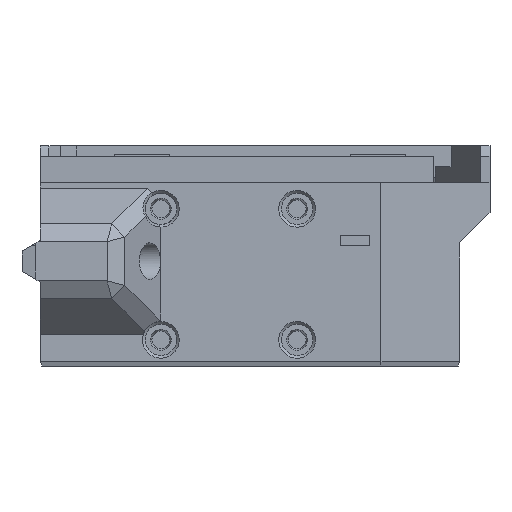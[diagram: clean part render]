
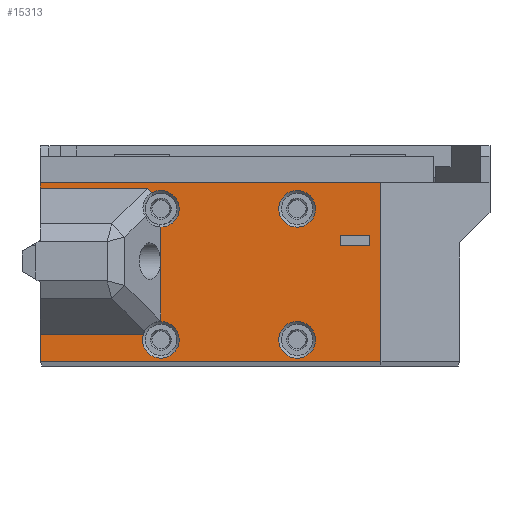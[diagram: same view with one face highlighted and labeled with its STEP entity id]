
A CAD part, front view. The second image highlights one B-rep face of the part: STEP entity #15313.
In plain terms, the highlighted planar face has unit normal (0, -1, 0).
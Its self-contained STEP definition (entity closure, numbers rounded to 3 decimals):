
#279=FACE_BOUND('',#2135,.T.);
#280=FACE_BOUND('',#2136,.T.);
#281=FACE_BOUND('',#2137,.T.);
#571=CIRCLE('',#16242,3.5);
#572=CIRCLE('',#16248,3.5);
#573=CIRCLE('',#16252,3.5);
#574=CIRCLE('',#16254,3.5);
#575=CIRCLE('',#16255,3.5);
#1246=FACE_OUTER_BOUND('',#2134,.T.);
#2134=EDGE_LOOP('',(#12425,#12426,#12427,#12428,#12429,#12430,#12431,#12432,
#12433,#12434,#12435,#12436,#12437,#12438));
#2135=EDGE_LOOP('',(#12439));
#2136=EDGE_LOOP('',(#12440,#12441,#12442,#12443));
#2137=EDGE_LOOP('',(#12444));
#2695=LINE('',#21494,#4481);
#3414=LINE('',#23645,#5200);
#3417=LINE('',#23650,#5203);
#3419=LINE('',#23654,#5205);
#3421=LINE('',#23657,#5207);
#3423=LINE('',#23664,#5209);
#3427=LINE('',#23669,#5213);
#3428=LINE('',#23671,#5214);
#3430=LINE('',#23688,#5216);
#3592=LINE('',#24057,#5378);
#3720=LINE('',#24510,#5506);
#3751=LINE('',#24627,#5537);
#3752=LINE('',#24629,#5538);
#3753=LINE('',#24630,#5539);
#3754=LINE('',#24631,#5540);
#4481=VECTOR('',#17175,10.);
#5200=VECTOR('',#18960,10.);
#5203=VECTOR('',#18965,10.);
#5205=VECTOR('',#18969,10.);
#5207=VECTOR('',#18973,10.);
#5209=VECTOR('',#18981,10.);
#5213=VECTOR('',#18987,10.);
#5214=VECTOR('',#18988,10.);
#5216=VECTOR('',#19002,10.);
#5378=VECTOR('',#19318,10.);
#5506=VECTOR('',#19594,10.);
#5537=VECTOR('',#19661,10.);
#5538=VECTOR('',#19662,10.);
#5539=VECTOR('',#19663,10.);
#5540=VECTOR('',#19664,10.);
#6292=VERTEX_POINT('',#21491);
#6293=VERTEX_POINT('',#21493);
#6722=VERTEX_POINT('',#22736);
#6803=VERTEX_POINT('',#23069);
#6804=VERTEX_POINT('',#23071);
#6906=VERTEX_POINT('',#23639);
#6907=VERTEX_POINT('',#23643);
#6908=VERTEX_POINT('',#23644);
#6909=VERTEX_POINT('',#23649);
#6910=VERTEX_POINT('',#23653);
#6911=VERTEX_POINT('',#23659);
#6912=VERTEX_POINT('',#23663);
#6913=VERTEX_POINT('',#23670);
#6914=VERTEX_POINT('',#23676);
#6915=VERTEX_POINT('',#23682);
#6916=VERTEX_POINT('',#23687);
#7034=VERTEX_POINT('',#24055);
#7115=VERTEX_POINT('',#24507);
#7116=VERTEX_POINT('',#24509);
#7143=VERTEX_POINT('',#24628);
#7712=EDGE_CURVE('',#6292,#6293,#2695,.T.);
#8652=EDGE_CURVE('',#6906,#6906,#571,.T.);
#8654=EDGE_CURVE('',#6907,#6908,#3414,.T.);
#8657=EDGE_CURVE('',#6908,#6909,#3417,.T.);
#8659=EDGE_CURVE('',#6909,#6910,#3419,.T.);
#8661=EDGE_CURVE('',#6907,#6910,#3421,.T.);
#8662=EDGE_CURVE('',#6911,#6911,#572,.T.);
#8664=EDGE_CURVE('',#6804,#6912,#3423,.F.);
#8668=EDGE_CURVE('',#6722,#6912,#3427,.T.);
#8669=EDGE_CURVE('',#6913,#6722,#3428,.T.);
#8671=EDGE_CURVE('',#6913,#6914,#573,.T.);
#8673=EDGE_CURVE('',#6803,#6915,#574,.T.);
#8675=EDGE_CURVE('',#6915,#6804,#575,.T.);
#8676=EDGE_CURVE('',#6914,#6916,#3430,.F.);
#8856=EDGE_CURVE('',#6803,#7034,#3592,.T.);
#9016=EDGE_CURVE('',#7115,#7116,#3720,.T.);
#9054=EDGE_CURVE('',#7116,#7034,#3751,.T.);
#9055=EDGE_CURVE('',#7115,#7143,#3752,.T.);
#9056=EDGE_CURVE('',#6293,#7143,#3753,.T.);
#9057=EDGE_CURVE('',#6292,#6916,#3754,.T.);
#12425=ORIENTED_EDGE('',*,*,#8673,.F.);
#12426=ORIENTED_EDGE('',*,*,#8856,.T.);
#12427=ORIENTED_EDGE('',*,*,#9054,.F.);
#12428=ORIENTED_EDGE('',*,*,#9016,.F.);
#12429=ORIENTED_EDGE('',*,*,#9055,.T.);
#12430=ORIENTED_EDGE('',*,*,#9056,.F.);
#12431=ORIENTED_EDGE('',*,*,#7712,.F.);
#12432=ORIENTED_EDGE('',*,*,#9057,.T.);
#12433=ORIENTED_EDGE('',*,*,#8676,.F.);
#12434=ORIENTED_EDGE('',*,*,#8671,.F.);
#12435=ORIENTED_EDGE('',*,*,#8669,.T.);
#12436=ORIENTED_EDGE('',*,*,#8668,.T.);
#12437=ORIENTED_EDGE('',*,*,#8664,.F.);
#12438=ORIENTED_EDGE('',*,*,#8675,.F.);
#12439=ORIENTED_EDGE('',*,*,#8662,.F.);
#12440=ORIENTED_EDGE('',*,*,#8661,.T.);
#12441=ORIENTED_EDGE('',*,*,#8659,.F.);
#12442=ORIENTED_EDGE('',*,*,#8657,.F.);
#12443=ORIENTED_EDGE('',*,*,#8654,.F.);
#12444=ORIENTED_EDGE('',*,*,#8652,.F.);
#14563=PLANE('',#16425);
#15313=ADVANCED_FACE('',(#1246,#279,#280,#281),#14563,.T.);
#16242=AXIS2_PLACEMENT_3D('',#23640,#18955,#18956);
#16248=AXIS2_PLACEMENT_3D('',#23660,#18976,#18977);
#16252=AXIS2_PLACEMENT_3D('',#23677,#18991,#18992);
#16254=AXIS2_PLACEMENT_3D('',#23683,#18995,#18996);
#16255=AXIS2_PLACEMENT_3D('',#23685,#18998,#18999);
#16425=AXIS2_PLACEMENT_3D('',#24626,#19659,#19660);
#17175=DIRECTION('',(0.,0.,1.));
#18955=DIRECTION('center_axis',(0.,-1.,0.));
#18956=DIRECTION('ref_axis',(-1.,0.,0.));
#18960=DIRECTION('',(0.,0.,1.));
#18965=DIRECTION('',(-1.,0.,0.));
#18969=DIRECTION('',(0.,0.,-1.));
#18973=DIRECTION('',(-1.,0.,0.));
#18976=DIRECTION('center_axis',(0.,-1.,0.));
#18977=DIRECTION('ref_axis',(-1.,0.,0.));
#18981=DIRECTION('',(-0.707,0.,-0.707));
#18987=DIRECTION('',(0.,0.,-1.));
#18988=DIRECTION('',(0.,0.,-1.));
#18991=DIRECTION('center_axis',(0.,-1.,0.));
#18992=DIRECTION('ref_axis',(1.,0.,0.));
#18995=DIRECTION('center_axis',(0.,-1.,0.));
#18996=DIRECTION('ref_axis',(-1.,0.,0.));
#18998=DIRECTION('center_axis',(0.,-1.,0.));
#18999=DIRECTION('ref_axis',(-1.,0.,0.));
#19002=DIRECTION('',(0.707,0.,-0.707));
#19318=DIRECTION('',(-1.,0.,0.));
#19594=DIRECTION('',(-1.,0.,0.));
#19659=DIRECTION('center_axis',(0.,-1.,0.));
#19660=DIRECTION('ref_axis',(1.,0.,0.));
#19661=DIRECTION('',(0.,0.,1.));
#19662=DIRECTION('',(0.,0.,1.));
#19663=DIRECTION('',(1.,0.,0.));
#19664=DIRECTION('',(1.,0.,0.));
#21491=CARTESIAN_POINT('',(-36.,-15.,33.939));
#21493=CARTESIAN_POINT('',(-36.,-15.,35.));
#21494=CARTESIAN_POINT('',(-36.,-15.,0.));
#22736=CARTESIAN_POINT('',(-13.061,-15.,20.));
#23069=CARTESIAN_POINT('',(-16.335,-15.,6.061));
#23071=CARTESIAN_POINT('',(-13.141,-15.,8.497));
#23639=CARTESIAN_POINT('',(16.5,-15.,30.));
#23640=CARTESIAN_POINT('Origin',(13.,-15.,30.));
#23643=CARTESIAN_POINT('',(26.8,-15.,23.));
#23644=CARTESIAN_POINT('',(26.8,-15.,25.));
#23645=CARTESIAN_POINT('',(26.8,-15.,12.8));
#23649=CARTESIAN_POINT('',(21.2,-15.,25.));
#23650=CARTESIAN_POINT('',(21.2,-15.,25.));
#23653=CARTESIAN_POINT('',(21.2,-15.,23.));
#23654=CARTESIAN_POINT('',(21.2,-15.,12.8));
#23657=CARTESIAN_POINT('',(-6.,-15.,23.));
#23659=CARTESIAN_POINT('',(16.5,-15.,5.));
#23660=CARTESIAN_POINT('Origin',(13.,-15.,5.));
#23663=CARTESIAN_POINT('',(-13.061,-15.,8.577));
#23664=CARTESIAN_POINT('',(-21.569,-15.,0.069));
#23669=CARTESIAN_POINT('',(-13.061,-15.,10.));
#23670=CARTESIAN_POINT('',(-13.061,-15.,26.501));
#23671=CARTESIAN_POINT('',(-13.061,-15.,10.));
#23676=CARTESIAN_POINT('',(-14.699,-15.,33.06));
#23677=CARTESIAN_POINT('Origin',(-13.,-15.,30.));
#23682=CARTESIAN_POINT('',(-9.5,-15.,5.));
#23683=CARTESIAN_POINT('Origin',(-13.,-15.,5.));
#23685=CARTESIAN_POINT('Origin',(-13.,-15.,5.));
#23687=CARTESIAN_POINT('',(-15.577,-15.,33.939));
#23688=CARTESIAN_POINT('',(-11.569,-15.,29.931));
#24055=CARTESIAN_POINT('',(-36.,-15.,6.061));
#24057=CARTESIAN_POINT('',(-36.,-15.,6.061));
#24507=CARTESIAN_POINT('',(29.,-15.,0.824));
#24509=CARTESIAN_POINT('',(-36.,-15.,0.824));
#24510=CARTESIAN_POINT('',(-17.049,-15.,0.824));
#24626=CARTESIAN_POINT('Origin',(-36.,-15.,0.));
#24627=CARTESIAN_POINT('',(-36.,-15.,0.));
#24628=CARTESIAN_POINT('',(29.,-15.,35.));
#24629=CARTESIAN_POINT('',(29.,-15.,0.));
#24630=CARTESIAN_POINT('',(-36.,-15.,35.));
#24631=CARTESIAN_POINT('',(-36.,-15.,33.939));
